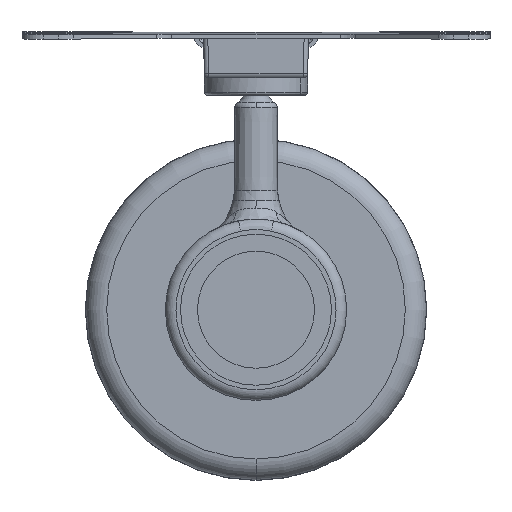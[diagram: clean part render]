
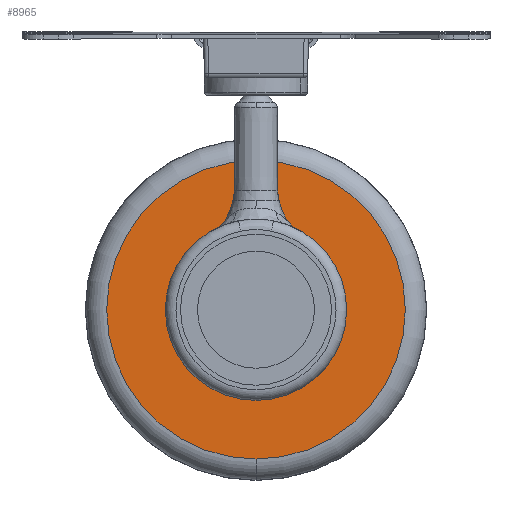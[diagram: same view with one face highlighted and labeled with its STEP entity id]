
A CAD part, front view. The second image highlights one B-rep face of the part: STEP entity #8965.
In plain terms, the highlighted planar face has unit normal (0, -1, 0).
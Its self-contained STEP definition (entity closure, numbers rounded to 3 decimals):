
#310 = AXIS2_PLACEMENT_3D ( 'NONE', #5113, #7167, #635 ) ;
#325 = EDGE_LOOP ( 'NONE', ( #339, #1382 ) ) ;
#339 = ORIENTED_EDGE ( 'NONE', *, *, #4501, .F. ) ;
#635 = DIRECTION ( 'NONE',  ( 0., 0., 1. ) ) ;
#801 = VERTEX_POINT ( 'NONE', #3703 ) ;
#850 = ORIENTED_EDGE ( 'NONE', *, *, #5517, .T. ) ;
#1032 = CIRCLE ( 'NONE', #6112, 27.5 ) ;
#1217 = DIRECTION ( 'NONE',  ( 0., 0., 1. ) ) ;
#1382 = ORIENTED_EDGE ( 'NONE', *, *, #8393, .F. ) ;
#1404 = CARTESIAN_POINT ( 'NONE',  ( 0., 0., 0. ) ) ;
#1428 = FACE_OUTER_BOUND ( 'NONE', #6570, .T. ) ;
#1710 = CIRCLE ( 'NONE', #8958, 70.173 ) ;
#2089 = CARTESIAN_POINT ( 'NONE',  ( 0., 0., -70.173 ) ) ;
#2563 = ORIENTED_EDGE ( 'NONE', *, *, #6143, .T. ) ;
#2765 = CIRCLE ( 'NONE', #310, 70.173 ) ;
#2831 = FACE_BOUND ( 'NONE', #325, .T. ) ;
#2875 = PLANE ( 'NONE',  #9372 ) ;
#2895 = AXIS2_PLACEMENT_3D ( 'NONE', #5132, #7290, #6611 ) ;
#3409 = VERTEX_POINT ( 'NONE', #2089 ) ;
#3703 = CARTESIAN_POINT ( 'NONE',  ( 0., 0., -27.5 ) ) ;
#4501 = EDGE_CURVE ( 'NONE', #801, #5581, #7185, .T. ) ;
#4839 = VERTEX_POINT ( 'NONE', #6774 ) ;
#5113 = CARTESIAN_POINT ( 'NONE',  ( 0., 0., 0. ) ) ;
#5124 = DIRECTION ( 'NONE',  ( 0., 0., 1. ) ) ;
#5132 = CARTESIAN_POINT ( 'NONE',  ( 0., 0., 0. ) ) ;
#5517 = EDGE_CURVE ( 'NONE', #3409, #4839, #1710, .T. ) ;
#5581 = VERTEX_POINT ( 'NONE', #5798 ) ;
#5700 = DIRECTION ( 'NONE',  ( 0., -1., 0. ) ) ;
#5798 = CARTESIAN_POINT ( 'NONE',  ( 0., 0., 27.5 ) ) ;
#5824 = CARTESIAN_POINT ( 'NONE',  ( 0., 0., 0. ) ) ;
#6112 = AXIS2_PLACEMENT_3D ( 'NONE', #9150, #5700, #1217 ) ;
#6143 = EDGE_CURVE ( 'NONE', #4839, #3409, #2765, .T. ) ;
#6570 = EDGE_LOOP ( 'NONE', ( #2563, #850 ) ) ;
#6611 = DIRECTION ( 'NONE',  ( 0., 0., 1. ) ) ;
#6774 = CARTESIAN_POINT ( 'NONE',  ( 0., 0., 70.173 ) ) ;
#7167 = DIRECTION ( 'NONE',  ( 0., -1., 0. ) ) ;
#7185 = CIRCLE ( 'NONE', #2895, 27.5 ) ;
#7290 = DIRECTION ( 'NONE',  ( 0., -1., 0. ) ) ;
#7308 = DIRECTION ( 'NONE',  ( 0., 0., 1. ) ) ;
#8060 = DIRECTION ( 'NONE',  ( 0., -1., 0. ) ) ;
#8393 = EDGE_CURVE ( 'NONE', #5581, #801, #1032, .T. ) ;
#8775 = DIRECTION ( 'NONE',  ( 0., 1., 0. ) ) ;
#8958 = AXIS2_PLACEMENT_3D ( 'NONE', #1404, #8060, #5124 ) ;
#8965 = ADVANCED_FACE ( 'NONE', ( #1428, #2831 ), #2875, .F. ) ;
#9150 = CARTESIAN_POINT ( 'NONE',  ( 0., 0., 0. ) ) ;
#9372 = AXIS2_PLACEMENT_3D ( 'NONE', #5824, #8775, #7308 ) ;
